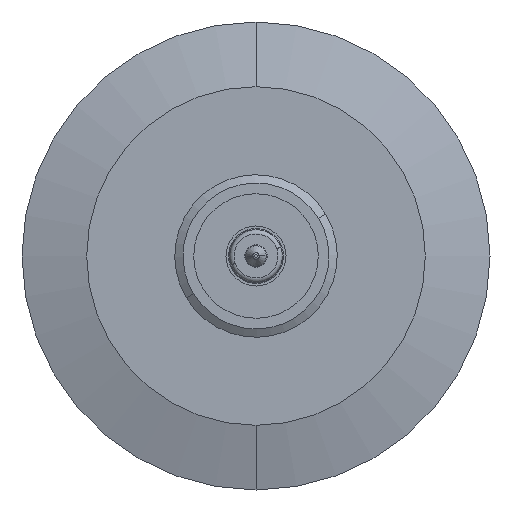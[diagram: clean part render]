
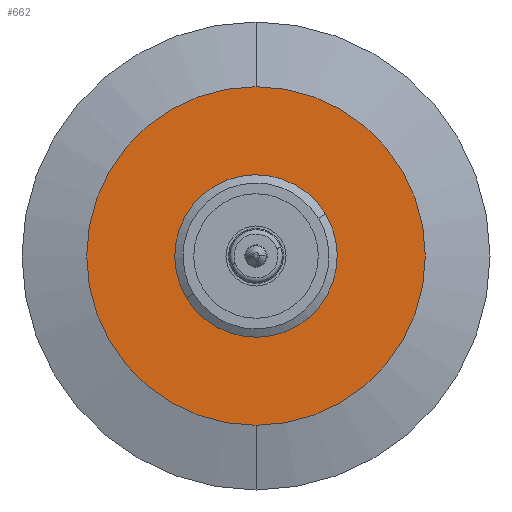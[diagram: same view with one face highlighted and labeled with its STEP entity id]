
A CAD part, front view. The second image highlights one B-rep face of the part: STEP entity #662.
In plain terms, the highlighted planar face has unit normal (0, -1, 0).
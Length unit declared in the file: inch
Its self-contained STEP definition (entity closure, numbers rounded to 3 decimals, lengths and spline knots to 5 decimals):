
#169 = EDGE_CURVE ( 'NONE', #2860, #1670, #786, .T. ) ;
#261 = DIRECTION ( 'NONE',  ( 0., 0., -1. ) ) ;
#326 = AXIS2_PLACEMENT_3D ( 'NONE', #2864, #1549, #1522 ) ;
#367 = CARTESIAN_POINT ( 'NONE',  ( 0., -0.2, 0. ) ) ;
#412 = AXIS2_PLACEMENT_3D ( 'NONE', #1068, #2445, #2889 ) ;
#575 = ORIENTED_EDGE ( 'NONE', *, *, #1986, .F. ) ;
#662 = ADVANCED_FACE ( 'NONE', ( #2198, #1081 ), #1100, .F. ) ;
#734 = CIRCLE ( 'NONE', #1920, 0.78144 ) ;
#764 = CIRCLE ( 'NONE', #2279, 0.2475 ) ;
#786 = CIRCLE ( 'NONE', #1590, 0.2475 ) ;
#829 = ORIENTED_EDGE ( 'NONE', *, *, #1716, .T. ) ;
#1068 = CARTESIAN_POINT ( 'NONE',  ( -0.78144, -0.2, 0. ) ) ;
#1081 = FACE_OUTER_BOUND ( 'NONE', #2788, .T. ) ;
#1100 = PLANE ( 'NONE',  #412 ) ;
#1159 = ORIENTED_EDGE ( 'NONE', *, *, #169, .F. ) ;
#1228 = CIRCLE ( 'NONE', #326, 0.78144 ) ;
#1357 = ORIENTED_EDGE ( 'NONE', *, *, #1439, .T. ) ;
#1429 = CARTESIAN_POINT ( 'NONE',  ( 0., -0.2, 0. ) ) ;
#1439 = EDGE_CURVE ( 'NONE', #2873, #2119, #734, .T. ) ;
#1522 = DIRECTION ( 'NONE',  ( 0., 0., -1. ) ) ;
#1549 = DIRECTION ( 'NONE',  ( 0., -1., 0. ) ) ;
#1590 = AXIS2_PLACEMENT_3D ( 'NONE', #367, #1982, #1758 ) ;
#1670 = VERTEX_POINT ( 'NONE', #2233 ) ;
#1716 = EDGE_CURVE ( 'NONE', #2119, #2873, #1228, .T. ) ;
#1758 = DIRECTION ( 'NONE',  ( 0., 0., 1. ) ) ;
#1820 = CARTESIAN_POINT ( 'NONE',  ( 0., -0.2, -0.78144 ) ) ;
#1920 = AXIS2_PLACEMENT_3D ( 'NONE', #1429, #2057, #261 ) ;
#1982 = DIRECTION ( 'NONE',  ( 0., -1., 0. ) ) ;
#1986 = EDGE_CURVE ( 'NONE', #1670, #2860, #764, .T. ) ;
#2023 = EDGE_LOOP ( 'NONE', ( #1159, #575 ) ) ;
#2057 = DIRECTION ( 'NONE',  ( 0., -1., 0. ) ) ;
#2089 = CARTESIAN_POINT ( 'NONE',  ( 0.24433, -0.2, -0.03951 ) ) ;
#2119 = VERTEX_POINT ( 'NONE', #2795 ) ;
#2145 = DIRECTION ( 'NONE',  ( 0., 0., 1. ) ) ;
#2198 = FACE_BOUND ( 'NONE', #2023, .T. ) ;
#2233 = CARTESIAN_POINT ( 'NONE',  ( -0.24433, -0.2, 0.03951 ) ) ;
#2279 = AXIS2_PLACEMENT_3D ( 'NONE', #2356, #2375, #2145 ) ;
#2356 = CARTESIAN_POINT ( 'NONE',  ( 0., -0.2, 0. ) ) ;
#2375 = DIRECTION ( 'NONE',  ( 0., -1., 0. ) ) ;
#2445 = DIRECTION ( 'NONE',  ( 0., 1., 0. ) ) ;
#2788 = EDGE_LOOP ( 'NONE', ( #829, #1357 ) ) ;
#2795 = CARTESIAN_POINT ( 'NONE',  ( 0., -0.2, 0.78144 ) ) ;
#2860 = VERTEX_POINT ( 'NONE', #2089 ) ;
#2864 = CARTESIAN_POINT ( 'NONE',  ( 0., -0.2, 0. ) ) ;
#2873 = VERTEX_POINT ( 'NONE', #1820 ) ;
#2889 = DIRECTION ( 'NONE',  ( 0., 0., 1. ) ) ;
